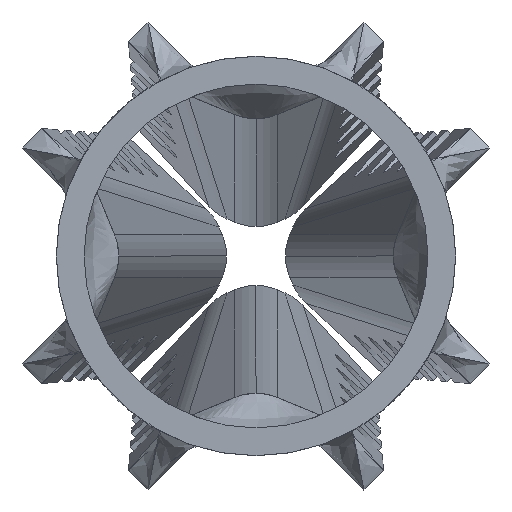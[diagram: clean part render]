
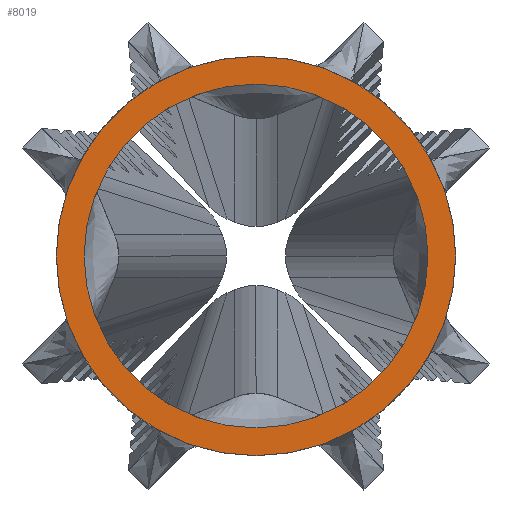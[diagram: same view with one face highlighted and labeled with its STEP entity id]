
A CAD part, front view. The second image highlights one B-rep face of the part: STEP entity #8019.
In plain terms, the highlighted planar face has unit normal (0, -1, 0).
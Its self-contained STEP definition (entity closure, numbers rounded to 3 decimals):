
#115 = CARTESIAN_POINT ( 'NONE',  ( 0., -33., 0. ) ) ;
#755 = ORIENTED_EDGE ( 'NONE', *, *, #4953, .F. ) ;
#1118 = CIRCLE ( 'NONE', #3579, 3.6 ) ;
#2107 = CIRCLE ( 'NONE', #4362, 3.6 ) ;
#2323 = AXIS2_PLACEMENT_3D ( 'NONE', #115, #11828, #7373 ) ;
#2402 = DIRECTION ( 'NONE',  ( 0., -1., 0. ) ) ;
#2849 = ORIENTED_EDGE ( 'NONE', *, *, #6452, .T. ) ;
#3570 = EDGE_CURVE ( 'NONE', #6167, #10802, #10902, .T. ) ;
#3579 = AXIS2_PLACEMENT_3D ( 'NONE', #9181, #5285, #6288 ) ;
#3636 = EDGE_LOOP ( 'NONE', ( #755, #11626 ) ) ;
#3678 = CARTESIAN_POINT ( 'NONE',  ( 3.6, -33., 0. ) ) ;
#4153 = CARTESIAN_POINT ( 'NONE',  ( 0., -33., 0. ) ) ;
#4362 = AXIS2_PLACEMENT_3D ( 'NONE', #4153, #2402, #7935 ) ;
#4581 = VERTEX_POINT ( 'NONE', #10362 ) ;
#4953 = EDGE_CURVE ( 'NONE', #10802, #6167, #10388, .T. ) ;
#5002 = AXIS2_PLACEMENT_3D ( 'NONE', #10291, #6621, #5659 ) ;
#5285 = DIRECTION ( 'NONE',  ( 0., -1., 0. ) ) ;
#5534 = EDGE_CURVE ( 'NONE', #4581, #6443, #2107, .T. ) ;
#5659 = DIRECTION ( 'NONE',  ( 0., 0., -1. ) ) ;
#5703 = CARTESIAN_POINT ( 'NONE',  ( 0., -33., 0. ) ) ;
#6167 = VERTEX_POINT ( 'NONE', #7506 ) ;
#6288 = DIRECTION ( 'NONE',  ( -1., 0., 0. ) ) ;
#6443 = VERTEX_POINT ( 'NONE', #3678 ) ;
#6452 = EDGE_CURVE ( 'NONE', #6443, #4581, #1118, .T. ) ;
#6566 = FACE_OUTER_BOUND ( 'NONE', #7895, .T. ) ;
#6621 = DIRECTION ( 'NONE',  ( 0., 1., 0. ) ) ;
#6680 = FACE_BOUND ( 'NONE', #3636, .T. ) ;
#7373 = DIRECTION ( 'NONE',  ( 0., 0., -1. ) ) ;
#7506 = CARTESIAN_POINT ( 'NONE',  ( -3.1, -33., 0. ) ) ;
#7639 = DIRECTION ( 'NONE',  ( 0., 0., -1. ) ) ;
#7895 = EDGE_LOOP ( 'NONE', ( #2849, #10972 ) ) ;
#7935 = DIRECTION ( 'NONE',  ( -1., 0., 0. ) ) ;
#8019 = ADVANCED_FACE ( 'NONE', ( #6680, #6566 ), #8370, .F. ) ;
#8370 = PLANE ( 'NONE',  #5002 ) ;
#9181 = CARTESIAN_POINT ( 'NONE',  ( 0., -33., 0. ) ) ;
#9375 = CARTESIAN_POINT ( 'NONE',  ( 3.1, -33., 0. ) ) ;
#10291 = CARTESIAN_POINT ( 'NONE',  ( 0., -33., 0. ) ) ;
#10362 = CARTESIAN_POINT ( 'NONE',  ( -3.6, -33., 0. ) ) ;
#10388 = CIRCLE ( 'NONE', #10968, 3.1 ) ;
#10802 = VERTEX_POINT ( 'NONE', #9375 ) ;
#10902 = CIRCLE ( 'NONE', #2323, 3.1 ) ;
#10968 = AXIS2_PLACEMENT_3D ( 'NONE', #5703, #11071, #7639 ) ;
#10972 = ORIENTED_EDGE ( 'NONE', *, *, #5534, .T. ) ;
#11071 = DIRECTION ( 'NONE',  ( 0., -1., 0. ) ) ;
#11626 = ORIENTED_EDGE ( 'NONE', *, *, #3570, .F. ) ;
#11828 = DIRECTION ( 'NONE',  ( 0., -1., 0. ) ) ;
